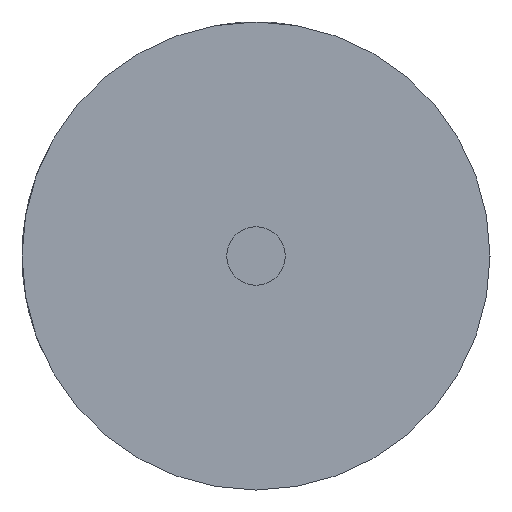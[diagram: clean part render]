
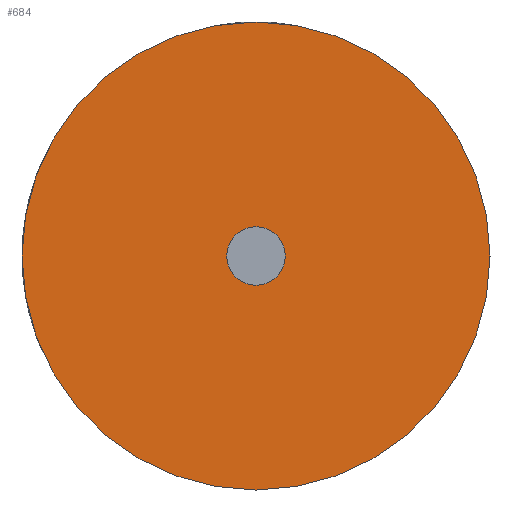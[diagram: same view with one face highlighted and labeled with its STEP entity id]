
A CAD part, left-side view. The second image highlights one B-rep face of the part: STEP entity #684.
In plain terms, the highlighted planar face has unit normal (-1, 0, 0).
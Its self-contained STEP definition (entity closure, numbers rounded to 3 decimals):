
#221=CARTESIAN_POINT('POINT17',(185.42,177.8,187.325));
#222=VERTEX_POINT('VERTEX17',#221);
#230=CARTESIAN_POINT('POINT18',(185.42,177.8,206.375));
#231=VERTEX_POINT('VERTEX18',#230);
#238=CARTESIAN_POINT('POS29',(185.42,177.8,196.85));
#239=DIRECTION('DIR49',(1.,0.,0.));
#240=DIRECTION('DIR50',(0.,0.,-1.));
#241=AXIS2_PLACEMENT_3D('AXIS21',#238,#239,#240);
#242=CIRCLE('ELLIPSE13',#241,9.525);
#243=EDGE_CURVE('EDGE21',#222,#231,#242,.T.);
#256=CARTESIAN_POINT('POS31',(185.42,177.8,196.85));
#257=DIRECTION('DIR53',(1.,0.,0.));
#258=DIRECTION('DIR54',(0.,0.,1.));
#259=AXIS2_PLACEMENT_3D('AXIS23',#256,#257,#258);
#260=CIRCLE('ELLIPSE14',#259,9.525);
#261=EDGE_CURVE('EDGE22',#231,#222,#260,.T.);
#655=CARTESIAN_POINT('POINT39',(185.42,177.8,120.65));
#656=VERTEX_POINT('VERTEX39',#655);
#657=CARTESIAN_POINT('POINT40',(185.42,177.8,273.05));
#658=VERTEX_POINT('VERTEX40',#657);
#659=CARTESIAN_POINT('POS79',(185.42,177.8,196.85));
#660=DIRECTION('DIR131',(-1.,0.,0.));
#661=DIRECTION('DIR132',(0.,0.,-1.));
#662=AXIS2_PLACEMENT_3D('AXIS53',#659,#660,#661);
#663=CIRCLE('ELLIPSE29',#662,76.2);
#664=EDGE_CURVE('EDGE55',#656,#658,#663,.T.);
#665=ORIENTED_EDGE('COEDGE87',*,*,#664,.T.);
#666=CARTESIAN_POINT('POS80',(185.42,177.8,196.85));
#667=DIRECTION('DIR133',(-1.,0.,0.));
#668=DIRECTION('DIR134',(0.,0.,1.));
#669=AXIS2_PLACEMENT_3D('AXIS54',#666,#667,#668);
#670=CIRCLE('ELLIPSE30',#669,76.2);
#671=EDGE_CURVE('EDGE56',#658,#656,#670,.T.);
#672=ORIENTED_EDGE('COEDGE88',*,*,#671,.T.);
#673=EDGE_LOOP('NONE',(#665,#672));
#674=FACE_BOUND('LOOP1',#673,.T.);
#675=ORIENTED_EDGE('COEDGE89',*,*,#261,.T.);
#676=ORIENTED_EDGE('COEDGE90',*,*,#243,.T.);
#677=EDGE_LOOP('NONE',(#675,#676));
#678=FACE_BOUND('LOOP1',#677,.T.);
#679=CARTESIAN_POINT('POS81',(185.42,0.,0.));
#680=DIRECTION('DIR135',(1.,0.,0.));
#681=DIRECTION('DIR136',(0.,1.,0.));
#682=AXIS2_PLACEMENT_3D('AXIS55',#679,#680,#681);
#683=PLANE('PLANE15',#682);
#684=ADVANCED_FACE('FACE25',(#674,#678),#683,.F.);
